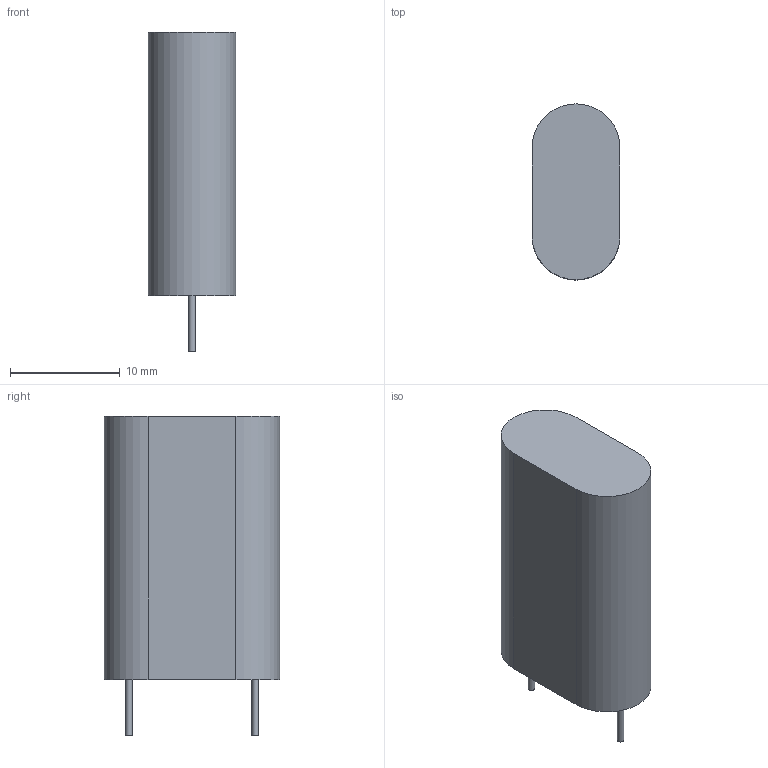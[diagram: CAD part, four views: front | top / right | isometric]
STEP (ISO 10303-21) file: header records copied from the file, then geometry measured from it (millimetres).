
FILE_DESCRIPTION(('FreeCAD Model'),'2;1');
FILE_NAME('1607276.1.4.stp','2022-06-25T07:24:20',( 'Author'),(''),'Open CASCADE STEP processor 6.9','FreeCAD','Unknown' );
FILE_SCHEMA(('AUTOMOTIVE_DESIGN { 1 0 10303 214 1 1 1 1 }'));
Length unit declared in the file: millimetre
Products named in the file (3): ASSEMBLY; Body; Leads
Assembly tree (2 placements, depth 2):
  ASSEMBLY
    Body
    Leads
Bounding box: 8 x 16 x 29.1 mm (x, y, z)
Volume: 2745.3 mm3; surface area: 1236.1 mm2
Topology: 3 solids, 4 shells, 13 faces, 18 edges, 12 vertices
Faces by surface type: plane 9, cylinder 4
Full cylindrical faces by diameter (mm): 0.6 x2
Entity records: 627 total; most frequent: DIRECTION 100, CARTESIAN_POINT 88, LINE 44, VECTOR 44, ORIENTED_EDGE 42, PCURVE 40, DEFINITIONAL_REPRESENTATION 40, AXIS2_PLACEMENT_3D 24
